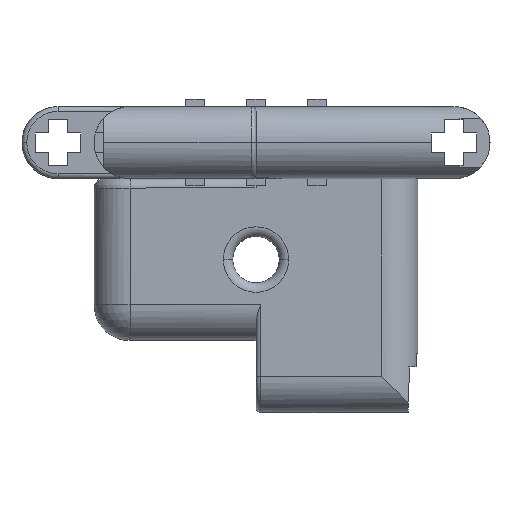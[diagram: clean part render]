
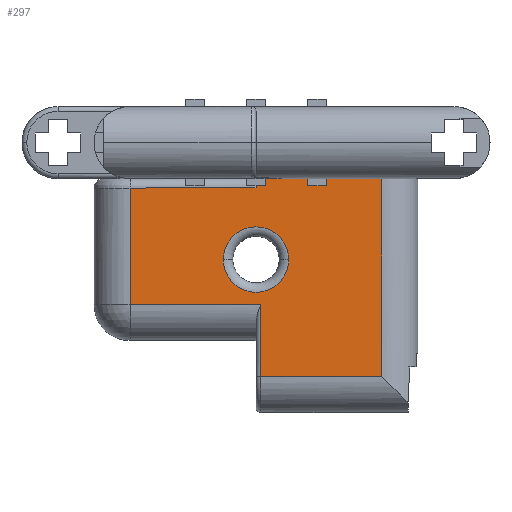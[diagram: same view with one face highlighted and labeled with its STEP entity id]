
A CAD part, front view. The second image highlights one B-rep face of the part: STEP entity #297.
In plain terms, the highlighted planar face has unit normal (0, -1, 0).
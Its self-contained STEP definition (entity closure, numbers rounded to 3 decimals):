
#3 = EDGE_CURVE ( 'NONE', #6893, #1038, #2167, .T. ) ;
#189 = VERTEX_POINT ( 'NONE', #326 ) ;
#241 = ORIENTED_EDGE ( 'NONE', *, *, #4742, .F. ) ;
#297 = ADVANCED_FACE ( 'NONE', ( #4655, #3397 ), #2264, .T. ) ;
#326 = CARTESIAN_POINT ( 'NONE',  ( 0., 16.863, 0.478 ) ) ;
#337 = VERTEX_POINT ( 'NONE', #2770 ) ;
#338 = AXIS2_PLACEMENT_3D ( 'NONE', #2238, #6711, #6073 ) ;
#359 = DIRECTION ( 'NONE',  ( 1., 0., 0. ) ) ;
#404 = CARTESIAN_POINT ( 'NONE',  ( 13.112, 16.863, 3.75 ) ) ;
#581 = ORIENTED_EDGE ( 'NONE', *, *, #1007, .T. ) ;
#735 = LINE ( 'NONE', #1564, #4818 ) ;
#781 = ORIENTED_EDGE ( 'NONE', *, *, #7043, .T. ) ;
#787 = CIRCLE ( 'NONE', #3540, 3.413 ) ;
#849 = EDGE_LOOP ( 'NONE', ( #3940, #6643 ) ) ;
#876 = CARTESIAN_POINT ( 'NONE',  ( 3.413, 16.863, -8.431 ) ) ;
#885 = CARTESIAN_POINT ( 'NONE',  ( -13.108, 16.863, -0.984 ) ) ;
#946 = CARTESIAN_POINT ( 'NONE',  ( 13.112, 16.863, -20.613 ) ) ;
#1005 = EDGE_CURVE ( 'NONE', #4181, #6028, #4056, .T. ) ;
#1007 = EDGE_CURVE ( 'NONE', #3505, #6893, #735, .T. ) ;
#1038 = VERTEX_POINT ( 'NONE', #5957 ) ;
#1091 = DIRECTION ( 'NONE',  ( 1., 0., 0. ) ) ;
#1184 = DIRECTION ( 'NONE',  ( 0., 1., 0. ) ) ;
#1205 = CARTESIAN_POINT ( 'NONE',  ( 0., 16.863, -0.926 ) ) ;
#1564 = CARTESIAN_POINT ( 'NONE',  ( 0., 16.863, -20.613 ) ) ;
#1696 = CARTESIAN_POINT ( 'NONE',  ( 0., 16.863, 0.478 ) ) ;
#1734 = EDGE_CURVE ( 'NONE', #1038, #337, #3712, .T. ) ;
#1809 = DIRECTION ( 'NONE',  ( 0., 0., 1. ) ) ;
#1839 = ORIENTED_EDGE ( 'NONE', *, *, #1005, .T. ) ;
#2040 = AXIS2_PLACEMENT_3D ( 'NONE', #4661, #4166, #2506 ) ;
#2167 = LINE ( 'NONE', #7194, #6421 ) ;
#2238 = CARTESIAN_POINT ( 'NONE',  ( 0., 16.863, 0. ) ) ;
#2264 = PLANE ( 'NONE',  #338 ) ;
#2335 = DIRECTION ( 'NONE',  ( 1., 0., 0. ) ) ;
#2449 = VERTEX_POINT ( 'NONE', #4397 ) ;
#2506 = DIRECTION ( 'NONE',  ( 1., 0., 0. ) ) ;
#2649 = ORIENTED_EDGE ( 'NONE', *, *, #3181, .T. ) ;
#2770 = CARTESIAN_POINT ( 'NONE',  ( 11.367, 16.863, 0.431 ) ) ;
#2797 = CARTESIAN_POINT ( 'NONE',  ( 0., 16.863, -8.431 ) ) ;
#2829 = CARTESIAN_POINT ( 'NONE',  ( -13.112, 16.863, -0.984 ) ) ;
#2882 = VECTOR ( 'NONE', #1091, 1000. ) ;
#3003 = CARTESIAN_POINT ( 'NONE',  ( 0.5, 16.863, -20.613 ) ) ;
#3136 = CARTESIAN_POINT ( 'NONE',  ( 0.5, 16.863, -20.613 ) ) ;
#3153 = DIRECTION ( 'NONE',  ( 0., 1., 0. ) ) ;
#3181 = EDGE_CURVE ( 'NONE', #2449, #3505, #6641, .T. ) ;
#3184 = VERTEX_POINT ( 'NONE', #876 ) ;
#3250 = DIRECTION ( 'NONE',  ( 0., 0., 1. ) ) ;
#3264 = ORIENTED_EDGE ( 'NONE', *, *, #3, .T. ) ;
#3383 = EDGE_CURVE ( 'NONE', #6301, #3184, #787, .T. ) ;
#3397 = FACE_BOUND ( 'NONE', #849, .T. ) ;
#3505 = VERTEX_POINT ( 'NONE', #3003 ) ;
#3540 = AXIS2_PLACEMENT_3D ( 'NONE', #2797, #1184, #2335 ) ;
#3699 = VECTOR ( 'NONE', #7012, 1000. ) ;
#3712 = CIRCLE ( 'NONE', #6299, 3.75 ) ;
#3819 = LINE ( 'NONE', #885, #6839 ) ;
#3861 = CARTESIAN_POINT ( 'NONE',  ( -13.112, 16.863, -13.113 ) ) ;
#3940 = ORIENTED_EDGE ( 'NONE', *, *, #6238, .T. ) ;
#4056 = LINE ( 'NONE', #4203, #7186 ) ;
#4166 = DIRECTION ( 'NONE',  ( 0., 1., 0. ) ) ;
#4181 = VERTEX_POINT ( 'NONE', #2829 ) ;
#4203 = CARTESIAN_POINT ( 'NONE',  ( -13.112, 16.863, 0. ) ) ;
#4258 = ORIENTED_EDGE ( 'NONE', *, *, #5702, .T. ) ;
#4310 = ORIENTED_EDGE ( 'NONE', *, *, #4706, .T. ) ;
#4341 = LINE ( 'NONE', #4935, #2882 ) ;
#4397 = CARTESIAN_POINT ( 'NONE',  ( 0.5, 16.863, -13.113 ) ) ;
#4501 = LINE ( 'NONE', #5725, #4656 ) ;
#4503 = CARTESIAN_POINT ( 'NONE',  ( 11.367, 16.863, 0.431 ) ) ;
#4655 = FACE_OUTER_BOUND ( 'NONE', #6374, .T. ) ;
#4656 = VECTOR ( 'NONE', #1809, 1000. ) ;
#4661 = CARTESIAN_POINT ( 'NONE',  ( 0., 16.863, -8.431 ) ) ;
#4706 = EDGE_CURVE ( 'NONE', #337, #189, #6968, .T. ) ;
#4742 = EDGE_CURVE ( 'NONE', #4827, #189, #4501, .T. ) ;
#4818 = VECTOR ( 'NONE', #5462, 1000. ) ;
#4827 = VERTEX_POINT ( 'NONE', #1205 ) ;
#4934 = CARTESIAN_POINT ( 'NONE',  ( -3.413, 16.863, -8.431 ) ) ;
#4935 = CARTESIAN_POINT ( 'NONE',  ( 0., 16.863, -13.113 ) ) ;
#5462 = DIRECTION ( 'NONE',  ( 1., 0., 0. ) ) ;
#5702 = EDGE_CURVE ( 'NONE', #4827, #4181, #3819, .T. ) ;
#5725 = CARTESIAN_POINT ( 'NONE',  ( 0., 16.863, 0. ) ) ;
#5957 = CARTESIAN_POINT ( 'NONE',  ( 13.112, 16.863, 0. ) ) ;
#6028 = VERTEX_POINT ( 'NONE', #3861 ) ;
#6073 = DIRECTION ( 'NONE',  ( 0., 0., -1. ) ) ;
#6172 = CARTESIAN_POINT ( 'NONE',  ( 7.543, 16.863, 0.446 ) ) ;
#6238 = EDGE_CURVE ( 'NONE', #3184, #6301, #6998, .T. ) ;
#6299 = AXIS2_PLACEMENT_3D ( 'NONE', #404, #3153, #359 ) ;
#6301 = VERTEX_POINT ( 'NONE', #4934 ) ;
#6374 = EDGE_LOOP ( 'NONE', ( #581, #3264, #6715, #4310, #241, #4258, #1839, #781, #2649 ) ) ;
#6421 = VECTOR ( 'NONE', #3250, 1000. ) ;
#6483 = DIRECTION ( 'NONE',  ( -1., 0., -0.004 ) ) ;
#6641 = LINE ( 'NONE', #3136, #3699 ) ;
#6643 = ORIENTED_EDGE ( 'NONE', *, *, #3383, .T. ) ;
#6651 = CARTESIAN_POINT ( 'NONE',  ( 3.754, 16.863, 0.462 ) ) ;
#6711 = DIRECTION ( 'NONE',  ( 0., -1., 0. ) ) ;
#6715 = ORIENTED_EDGE ( 'NONE', *, *, #1734, .T. ) ;
#6839 = VECTOR ( 'NONE', #6483, 1000. ) ;
#6893 = VERTEX_POINT ( 'NONE', #946 ) ;
#6968 =( BOUNDED_CURVE ( )  B_SPLINE_CURVE ( 3, ( #4503, #6172, #6651, #1696 ),
 .UNSPECIFIED., .F., .F. ) 
 B_SPLINE_CURVE_WITH_KNOTS ( ( 4, 4 ),
 ( 5.459, 5.478 ),
 .UNSPECIFIED. ) 
 CURVE ( )  GEOMETRIC_REPRESENTATION_ITEM ( )  RATIONAL_B_SPLINE_CURVE ( ( 1., 1., 1., 1. ) ) 
 REPRESENTATION_ITEM ( '' )  );
#6998 = CIRCLE ( 'NONE', #2040, 3.413 ) ;
#7012 = DIRECTION ( 'NONE',  ( 0., 0., -1. ) ) ;
#7043 = EDGE_CURVE ( 'NONE', #6028, #2449, #4341, .T. ) ;
#7164 = DIRECTION ( 'NONE',  ( 0., 0., -1. ) ) ;
#7186 = VECTOR ( 'NONE', #7164, 1000. ) ;
#7194 = CARTESIAN_POINT ( 'NONE',  ( 13.112, 16.863, 3.75 ) ) ;
